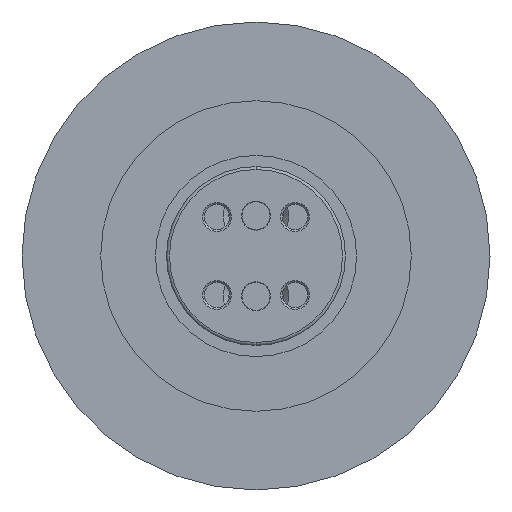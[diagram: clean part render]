
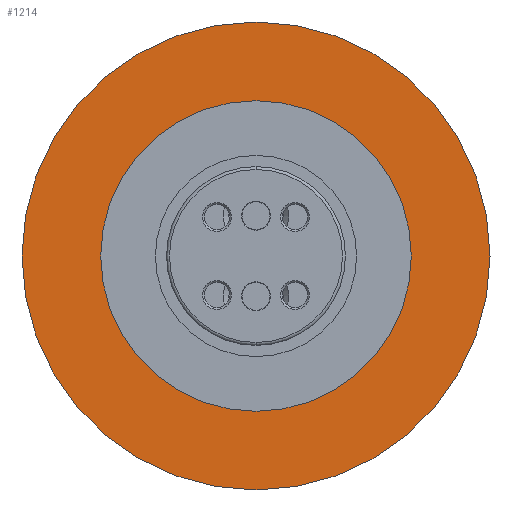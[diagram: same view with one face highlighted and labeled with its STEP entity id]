
A CAD part, front view. The second image highlights one B-rep face of the part: STEP entity #1214.
In plain terms, the highlighted planar face has unit normal (0, -1, 0).
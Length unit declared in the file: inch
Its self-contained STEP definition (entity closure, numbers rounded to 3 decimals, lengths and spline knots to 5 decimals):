
#7 = CIRCLE ( 'NONE', #3600, 0.521 ) ;
#32 = CIRCLE ( 'NONE', #3609, 0.785 ) ;
#916 = DIRECTION ( 'NONE',  ( 0., 0., -1. ) ) ;
#917 = DIRECTION ( 'NONE',  ( 0., -1., 0. ) ) ;
#919 = PLANE ( 'NONE',  #3834 ) ;
#923 = CARTESIAN_POINT ( 'NONE',  ( -0.785, -0.87271, 0. ) ) ;
#1214 = ADVANCED_FACE ( 'NONE', ( #4361, #4362 ), #919, .T. ) ;
#1274 = EDGE_CURVE ( 'NONE', #6517, #2090, #4276, .T. ) ;
#1297 = EDGE_CURVE ( 'NONE', #1942, #1896, #4413, .T. ) ;
#1429 = DIRECTION ( 'NONE',  ( 0., 0., 1. ) ) ;
#1430 = DIRECTION ( 'NONE',  ( 0., 1., 0. ) ) ;
#1431 = CARTESIAN_POINT ( 'NONE',  ( 0., -0.87271, 0. ) ) ;
#1493 = DIRECTION ( 'NONE',  ( 0., 0., 1. ) ) ;
#1494 = DIRECTION ( 'NONE',  ( 0., 1., 0. ) ) ;
#1495 = CARTESIAN_POINT ( 'NONE',  ( 0., -0.87271, 0. ) ) ;
#1896 = VERTEX_POINT ( 'NONE', #5091 ) ;
#1942 = VERTEX_POINT ( 'NONE', #5045 ) ;
#2090 = VERTEX_POINT ( 'NONE', #2971 ) ;
#2379 = ORIENTED_EDGE ( 'NONE', *, *, #3980, .F. ) ;
#2476 = ORIENTED_EDGE ( 'NONE', *, *, #1274, .F. ) ;
#2520 = EDGE_LOOP ( 'NONE', ( #2379, #2476 ) ) ;
#2530 = EDGE_LOOP ( 'NONE', ( #2661, #2601 ) ) ;
#2601 = ORIENTED_EDGE ( 'NONE', *, *, #4003, .T. ) ;
#2661 = ORIENTED_EDGE ( 'NONE', *, *, #1297, .T. ) ;
#2971 = CARTESIAN_POINT ( 'NONE',  ( 0., -0.87271, 0.785 ) ) ;
#3600 = AXIS2_PLACEMENT_3D ( 'NONE', #1431, #1430, #1429 ) ;
#3609 = AXIS2_PLACEMENT_3D ( 'NONE', #1495, #1494, #1493 ) ;
#3649 = AXIS2_PLACEMENT_3D ( 'NONE', #5911, #5910, #5909 ) ;
#3778 = AXIS2_PLACEMENT_3D ( 'NONE', #5685, #5684, #5682 ) ;
#3834 = AXIS2_PLACEMENT_3D ( 'NONE', #923, #917, #916 ) ;
#3980 = EDGE_CURVE ( 'NONE', #2090, #6517, #32, .T. ) ;
#4003 = EDGE_CURVE ( 'NONE', #1896, #1942, #7, .T. ) ;
#4276 = CIRCLE ( 'NONE', #3778, 0.785 ) ;
#4361 = FACE_OUTER_BOUND ( 'NONE', #2520, .T. ) ;
#4362 = FACE_BOUND ( 'NONE', #2530, .T. ) ;
#4413 = CIRCLE ( 'NONE', #3649, 0.521 ) ;
#5045 = CARTESIAN_POINT ( 'NONE',  ( 0., -0.87271, 0.521 ) ) ;
#5091 = CARTESIAN_POINT ( 'NONE',  ( 0., -0.87271, -0.521 ) ) ;
#5451 = CARTESIAN_POINT ( 'NONE',  ( 0., -0.87271, -0.785 ) ) ;
#5682 = DIRECTION ( 'NONE',  ( 0., 0., 1. ) ) ;
#5684 = DIRECTION ( 'NONE',  ( 0., 1., 0. ) ) ;
#5685 = CARTESIAN_POINT ( 'NONE',  ( 0., -0.87271, 0. ) ) ;
#5909 = DIRECTION ( 'NONE',  ( 0., 0., 1. ) ) ;
#5910 = DIRECTION ( 'NONE',  ( 0., 1., 0. ) ) ;
#5911 = CARTESIAN_POINT ( 'NONE',  ( 0., -0.87271, 0. ) ) ;
#6517 = VERTEX_POINT ( 'NONE', #5451 ) ;
